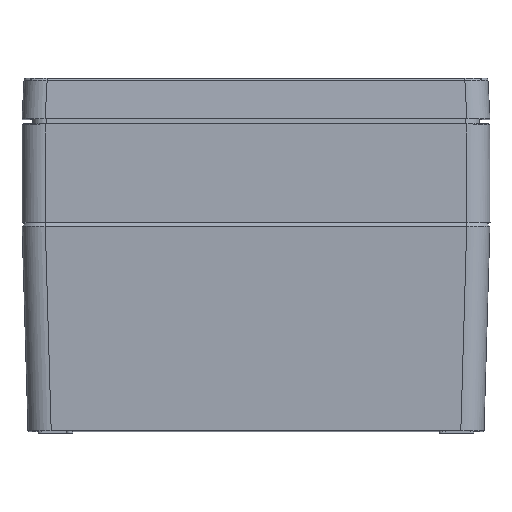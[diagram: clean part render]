
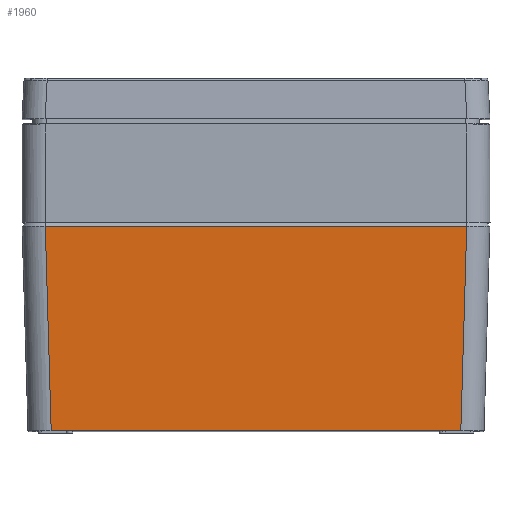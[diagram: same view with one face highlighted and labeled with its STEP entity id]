
A CAD part, top view. The second image highlights one B-rep face of the part: STEP entity #1960.
In plain terms, the highlighted planar face has unit normal (0, -0.029, 1).
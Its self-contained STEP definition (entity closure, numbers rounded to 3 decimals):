
#639 = CARTESIAN_POINT ( 'NONE',  ( -90.952, -1.799, 115.948 ) ) ;
#1084 = DIRECTION ( 'NONE',  ( 0.029, 0.999, 0.029 ) ) ;
#1227 = CARTESIAN_POINT ( 'NONE',  ( 90.952, -1.799, 115.948 ) ) ;
#1955 = CARTESIAN_POINT ( 'NONE',  ( 88.404, -90., 113.4 ) ) ;
#1960 = ADVANCED_FACE ( 'NONE', ( #8994 ), #14459, .T. ) ;
#2610 = LINE ( 'NONE', #19754, #14405 ) ;
#3293 = VERTEX_POINT ( 'NONE', #1955 ) ;
#4970 = DIRECTION ( 'NONE',  ( 0., -0.029, 1. ) ) ;
#5448 = EDGE_LOOP ( 'NONE', ( #12767, #26446, #10202, #19279 ) ) ;
#5540 = DIRECTION ( 'NONE',  ( 0.029, -0.999, -0.029 ) ) ;
#5660 = DIRECTION ( 'NONE',  ( 1., 0., 0. ) ) ;
#7348 = CARTESIAN_POINT ( 'NONE',  ( -101., 0., 116. ) ) ;
#8584 = VERTEX_POINT ( 'NONE', #1227 ) ;
#8994 = FACE_OUTER_BOUND ( 'NONE', #5448, .T. ) ;
#9854 = CARTESIAN_POINT ( 'NONE',  ( -88.404, -90., 113.4 ) ) ;
#10202 = ORIENTED_EDGE ( 'NONE', *, *, #27064, .T. ) ;
#10356 = CARTESIAN_POINT ( 'NONE',  ( 90.844, -5.538, 115.84 ) ) ;
#12226 = LINE ( 'NONE', #21995, #23991 ) ;
#12271 = AXIS2_PLACEMENT_3D ( 'NONE', #7348, #4970, #19079 ) ;
#12692 = LINE ( 'NONE', #10356, #24464 ) ;
#12767 = ORIENTED_EDGE ( 'NONE', *, *, #23423, .T. ) ;
#14405 = VECTOR ( 'NONE', #5660, 1000. ) ;
#14459 = PLANE ( 'NONE',  #12271 ) ;
#16237 = LINE ( 'NONE', #25295, #21753 ) ;
#19079 = DIRECTION ( 'NONE',  ( 0., -1., -0.029 ) ) ;
#19279 = ORIENTED_EDGE ( 'NONE', *, *, #26594, .T. ) ;
#19754 = CARTESIAN_POINT ( 'NONE',  ( -101., -90., 113.4 ) ) ;
#20604 = VERTEX_POINT ( 'NONE', #639 ) ;
#21753 = VECTOR ( 'NONE', #27659, 1000. ) ;
#21995 = CARTESIAN_POINT ( 'NONE',  ( -91.012, 0.288, 116.008 ) ) ;
#23423 = EDGE_CURVE ( 'NONE', #3293, #8584, #12692, .T. ) ;
#23991 = VECTOR ( 'NONE', #5540, 1000. ) ;
#24464 = VECTOR ( 'NONE', #1084, 1000. ) ;
#25295 = CARTESIAN_POINT ( 'NONE',  ( -101., -1.799, 115.948 ) ) ;
#26446 = ORIENTED_EDGE ( 'NONE', *, *, #26860, .T. ) ;
#26594 = EDGE_CURVE ( 'NONE', #28220, #3293, #2610, .T. ) ;
#26860 = EDGE_CURVE ( 'NONE', #8584, #20604, #16237, .T. ) ;
#27064 = EDGE_CURVE ( 'NONE', #20604, #28220, #12226, .T. ) ;
#27659 = DIRECTION ( 'NONE',  ( -1., 0., 0. ) ) ;
#28220 = VERTEX_POINT ( 'NONE', #9854 ) ;
